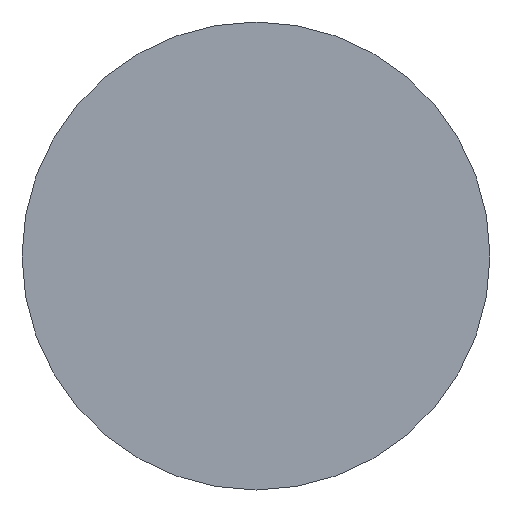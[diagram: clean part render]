
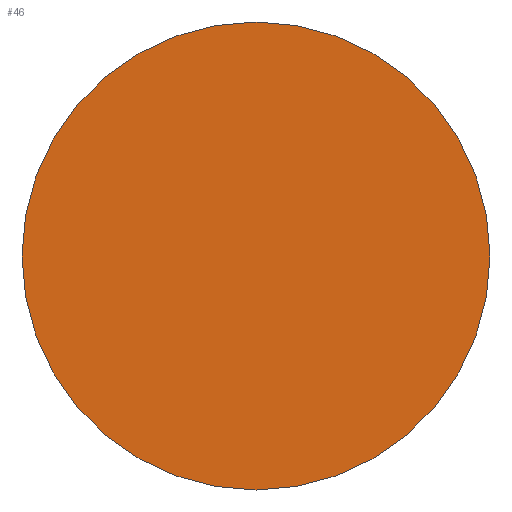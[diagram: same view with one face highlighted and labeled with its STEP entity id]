
A CAD part, left-side view. The second image highlights one B-rep face of the part: STEP entity #46.
In plain terms, the highlighted planar face has unit normal (-1, 0, 0).
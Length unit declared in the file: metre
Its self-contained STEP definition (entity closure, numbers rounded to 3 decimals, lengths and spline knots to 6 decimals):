
#21=PLANE('',#84);
#25=ORIENTED_EDGE('',*,*,#27,.F.);
#27=EDGE_CURVE('',#29,#29,#31,.T.);
#29=VERTEX_POINT('',#102);
#31=CIRCLE('',#82,0.007948);
#35=EDGE_LOOP('',(#25));
#39=FACE_BOUND('',#35,.T.);
#46=ADVANCED_FACE('',(#39),#21,.F.);
#82=AXIS2_PLACEMENT_3D('',#101,#91,#92);
#84=AXIS2_PLACEMENT_3D('',#104,#95,#96);
#91=DIRECTION('',(1.,0.,0.));
#92=DIRECTION('',(0.,0.,-1.));
#95=DIRECTION('',(1.,0.,0.));
#96=DIRECTION('',(0.,1.,0.));
#101=CARTESIAN_POINT('',(0.,-0.023407,-0.008778));
#102=CARTESIAN_POINT('',(0.,-0.023407,-0.016726));
#104=CARTESIAN_POINT('',(0.,0.003333,0.003579));
